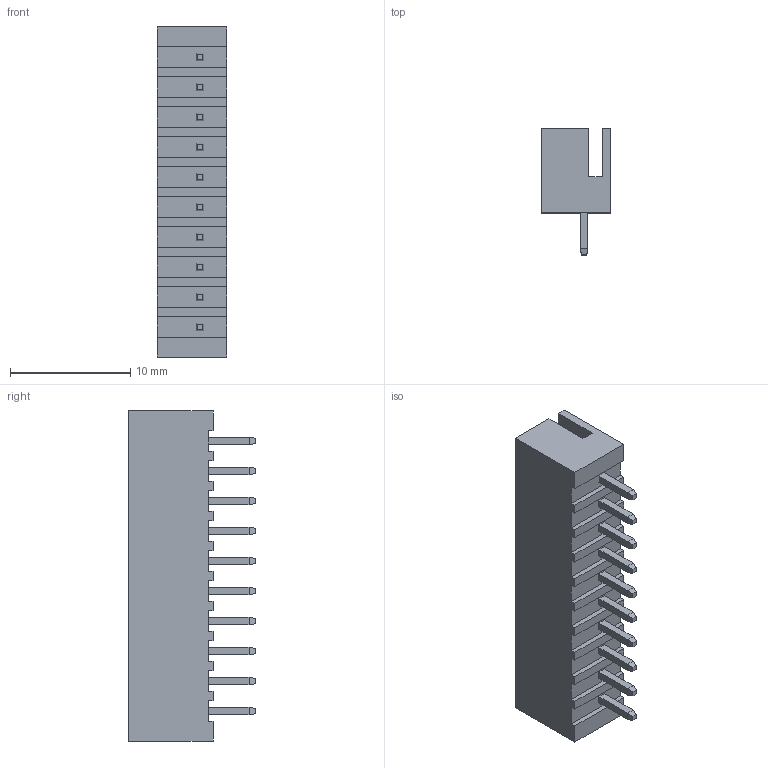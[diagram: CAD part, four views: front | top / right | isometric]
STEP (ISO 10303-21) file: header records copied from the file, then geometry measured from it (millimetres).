
FILE_DESCRIPTION (( 'STEP AP214' ), '1' );
FILE_NAME ('81A728EA-60A1-44B9-94A7-F63C1F89DA19.STEP', '2023-02-15T06:19:34', ( '' ), ( '' ), 'SwSTEP 2.0', 'SolidWorks 2022', '' );
FILE_SCHEMA (( 'AUTOMOTIVE_DESIGN' ));
Length unit declared in the file: millimetre
Products named in the file (1): 81A728EA-60A1-44B9-94A7-F63C1F89DA19
Bounding box: 5.75 x 10.5 x 27.5 mm (x, y, z)
Volume: 516.9 mm3; surface area: 1303.2 mm2
Topology: 2 solids, 2 shells, 249 faces, 599 edges, 372 vertices
Faces by surface type: plane 247, cylinder 2
Entity records: 9763 total; most frequent: CARTESIAN_POINT 1221, ORIENTED_EDGE 1198, DIRECTION 1103, EDGE_CURVE 599, LINE 595, VECTOR 595, VERTEX_POINT 372, EDGE_LOOP 267
